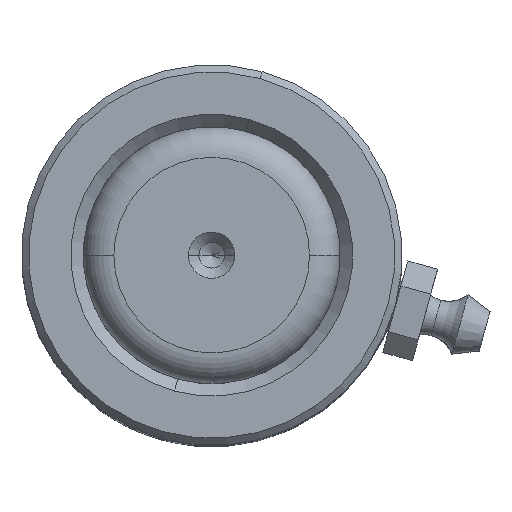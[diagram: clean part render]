
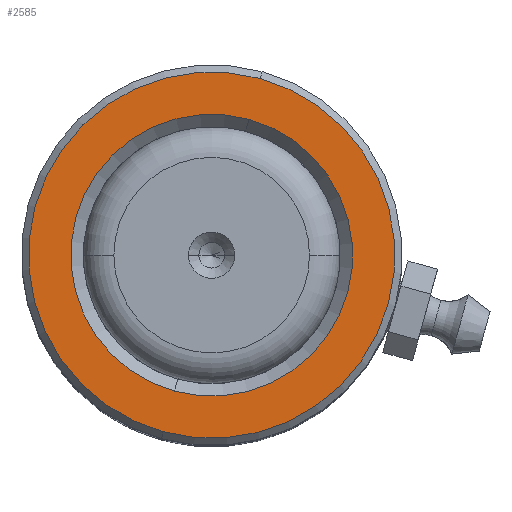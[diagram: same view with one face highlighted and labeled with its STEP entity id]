
A CAD part, top view. The second image highlights one B-rep face of the part: STEP entity #2585.
In plain terms, the highlighted planar face has unit normal (0, 0, 1).
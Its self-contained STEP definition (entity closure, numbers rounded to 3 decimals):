
#35 = EDGE_CURVE ( 'NONE', #892, #468, #3687, .T. ) ;
#314 = AXIS2_PLACEMENT_3D ( 'NONE', #6398, #4546, #412 ) ;
#412 = DIRECTION ( 'NONE',  ( 1., 0., 0. ) ) ;
#417 = CIRCLE ( 'NONE', #8849, 13.7 ) ;
#468 = VERTEX_POINT ( 'NONE', #3334 ) ;
#528 = FACE_BOUND ( 'NONE', #3217, .T. ) ;
#892 = VERTEX_POINT ( 'NONE', #4443 ) ;
#936 = CARTESIAN_POINT ( 'NONE',  ( 0., 0., 80. ) ) ;
#1040 = DIRECTION ( 'NONE',  ( 1., 0., 0. ) ) ;
#1673 = ORIENTED_EDGE ( 'NONE', *, *, #2561, .T. ) ;
#2045 = EDGE_CURVE ( 'NONE', #6852, #3058, #3665, .T. ) ;
#2425 = DIRECTION ( 'NONE',  ( 1., 0., 0. ) ) ;
#2561 = EDGE_CURVE ( 'NONE', #468, #892, #4633, .T. ) ;
#2585 = ADVANCED_FACE ( 'NONE', ( #7029, #528 ), #2912, .T. ) ;
#2912 = PLANE ( 'NONE',  #314 ) ;
#3048 = AXIS2_PLACEMENT_3D ( 'NONE', #4921, #6540, #1040 ) ;
#3058 = VERTEX_POINT ( 'NONE', #5617 ) ;
#3173 = DIRECTION ( 'NONE',  ( 1., 0., 0. ) ) ;
#3217 = EDGE_LOOP ( 'NONE', ( #7486, #3586 ) ) ;
#3241 = AXIS2_PLACEMENT_3D ( 'NONE', #936, #3820, #3762 ) ;
#3334 = CARTESIAN_POINT ( 'NONE',  ( 17.8, 0., 80. ) ) ;
#3586 = ORIENTED_EDGE ( 'NONE', *, *, #2045, .T. ) ;
#3610 = EDGE_CURVE ( 'NONE', #3058, #6852, #417, .T. ) ;
#3665 = CIRCLE ( 'NONE', #5743, 13.7 ) ;
#3687 = CIRCLE ( 'NONE', #3048, 17.8 ) ;
#3762 = DIRECTION ( 'NONE',  ( 1., 0., 0. ) ) ;
#3820 = DIRECTION ( 'NONE',  ( 0., 0., 1. ) ) ;
#4443 = CARTESIAN_POINT ( 'NONE',  ( -17.8, 0., 80. ) ) ;
#4546 = DIRECTION ( 'NONE',  ( 0., 0., 1. ) ) ;
#4633 = CIRCLE ( 'NONE', #3241, 17.8 ) ;
#4921 = CARTESIAN_POINT ( 'NONE',  ( 0., 0., 80. ) ) ;
#5223 = DIRECTION ( 'NONE',  ( 0., 0., -1. ) ) ;
#5617 = CARTESIAN_POINT ( 'NONE',  ( 13.7, 0., 80. ) ) ;
#5743 = AXIS2_PLACEMENT_3D ( 'NONE', #6564, #7288, #2425 ) ;
#5928 = CARTESIAN_POINT ( 'NONE',  ( 0., 0., 80. ) ) ;
#5997 = ORIENTED_EDGE ( 'NONE', *, *, #35, .T. ) ;
#6057 = EDGE_LOOP ( 'NONE', ( #5997, #1673 ) ) ;
#6398 = CARTESIAN_POINT ( 'NONE',  ( 0., 0., 80. ) ) ;
#6540 = DIRECTION ( 'NONE',  ( 0., 0., 1. ) ) ;
#6564 = CARTESIAN_POINT ( 'NONE',  ( 0., 0., 80. ) ) ;
#6852 = VERTEX_POINT ( 'NONE', #8657 ) ;
#7029 = FACE_OUTER_BOUND ( 'NONE', #6057, .T. ) ;
#7288 = DIRECTION ( 'NONE',  ( 0., 0., -1. ) ) ;
#7486 = ORIENTED_EDGE ( 'NONE', *, *, #3610, .T. ) ;
#8657 = CARTESIAN_POINT ( 'NONE',  ( -13.7, 0., 80. ) ) ;
#8849 = AXIS2_PLACEMENT_3D ( 'NONE', #5928, #5223, #3173 ) ;
